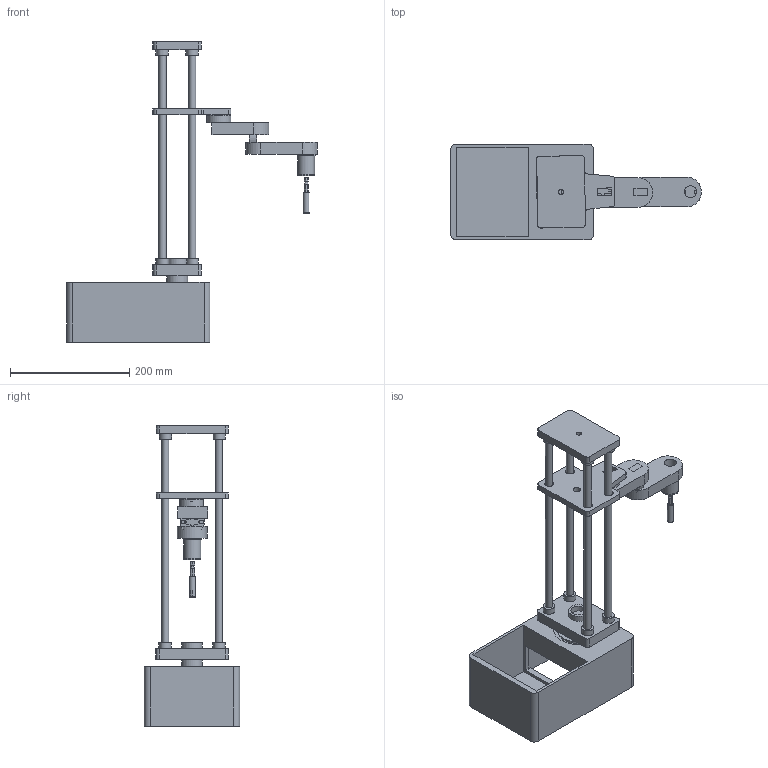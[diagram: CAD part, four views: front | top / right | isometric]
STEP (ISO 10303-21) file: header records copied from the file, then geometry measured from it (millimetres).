
FILE_DESCRIPTION(/* description */ (''),/* implementation_level */ '2;1');
FILE_NAME(/* name */ 'Robotic_Arm.step',/* time_stamp */ '2025-04-21T15:44:14+01:00',/* author */ (''),/* organization */ (''),/* preprocessor_version */ 'ST-DEVELOPER v20.1',/* originating_system */ 'Autodesk Translation Framework v14.4.0.0',/* authorisation */ '');
FILE_SCHEMA (('AUTOMOTIVE_DESIGN { 1 0 10303 214 3 1 1 }'));
Length unit declared in the file: centimetre
Products named in the file (13): Full_Body; base_structure; Base Plate v3; Middle Plate v2; Top Plate v1; arm 1 v1; arm 2 v1; gripper; screwdriver; Magnetic Bit Adapter; FusionComponent; Gripper Link; rod_final
Assembly tree (16 placements, depth 4):
  Full_Body
    base_structure
    Base Plate v3
    Middle Plate v2
    Top Plate v1
    arm 1 v1
    arm 2 v1
    gripper
      screwdriver
        Magnetic Bit Adapter
    FusionComponent
    Gripper Link  x2
    rod_final  x4
Bounding box: 420 x 160 x 503 mm (x, y, z)
Volume: 1479400.8 mm3; surface area: 451333.2 mm2
Topology: 29 solids, 29 shells, 355 faces, 752 edges, 485 vertices
Faces by surface type: plane 207, cylinder 120, cone 26, torus 2
Full cylindrical faces by diameter (mm): 0.729 x8, 1.5 x1, 3 x14, 4 x4, 4.8 x1, 5.2 x1, 6.096 x1, 6.2 x1, 6.5 x1, 8 x16, 8.5 x1, 10.008 x1, 11.6 x1, 11.9 x4, 12 x1, 15.2 x4, 20 x10, 24.5 x2, 26 x1, 28.5 x2, 34 x1, 35 x1, 40 x2, 70 x1, 84 x1
Entity records: 8827 total; most frequent: DIRECTION 1519, CARTESIAN_POINT 1504, ORIENTED_EDGE 1324, EDGE_CURVE 662, AXIS2_PLACEMENT_3D 566, VERTEX_POINT 425, EDGE_LOOP 405, LINE 387
